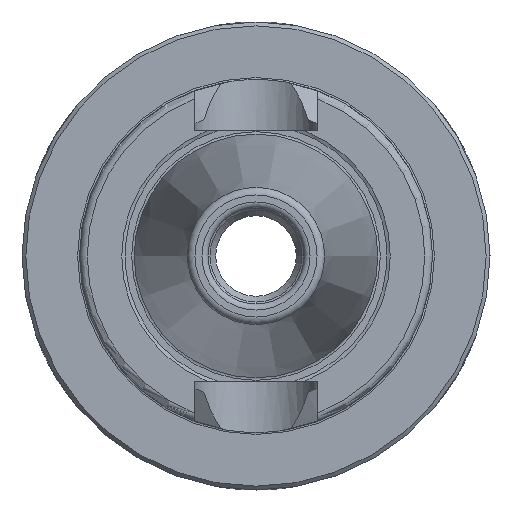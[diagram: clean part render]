
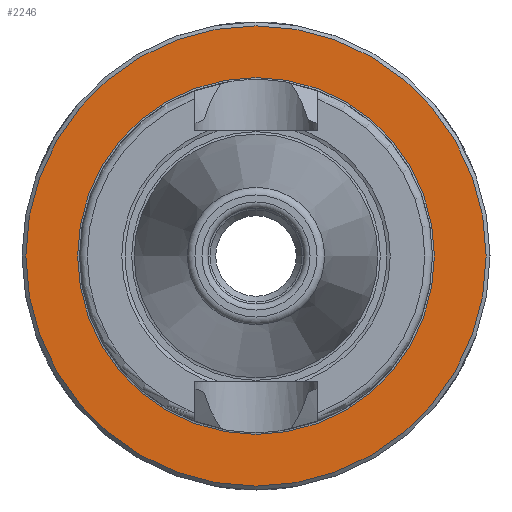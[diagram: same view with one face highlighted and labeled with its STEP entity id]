
A CAD part, left-side view. The second image highlights one B-rep face of the part: STEP entity #2246.
In plain terms, the highlighted planar face has unit normal (-1, 0, 0).
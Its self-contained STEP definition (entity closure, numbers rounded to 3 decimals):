
#2212=CARTESIAN_POINT('',(31.,23.25,0.0));
#2213=VERTEX_POINT('',#2212);
#2214=CARTESIAN_POINT('',(31.,0.,0.0));
#2215=DIRECTION('',(1.0,0.0,0.0));
#2216=DIRECTION('',(0.0,1.0,0.0));
#2217=AXIS2_PLACEMENT_3D('',#2214,#2215,#2216);
#2218=CIRCLE('',#2217,23.25);
#2219=EDGE_CURVE('',#2213,#2213,#2218,.T.);
#2227=CARTESIAN_POINT('',(31.,26.625,0.0));
#2228=DIRECTION('',(-1.0,0.0,0.0));
#2229=DIRECTION('',(0.0,0.0,1.0));
#2230=AXIS2_PLACEMENT_3D('',#2227,#2228,#2229);
#2231=PLANE('',#2230);
#2232=CARTESIAN_POINT('',(31.,30.,0.0));
#2233=VERTEX_POINT('',#2232);
#2234=CARTESIAN_POINT('',(31.,0.,0.0));
#2235=DIRECTION('',(1.0,0.0,0.0));
#2236=DIRECTION('',(0.0,1.0,0.0));
#2237=AXIS2_PLACEMENT_3D('',#2234,#2235,#2236);
#2238=CIRCLE('',#2237,30.);
#2239=EDGE_CURVE('',#2233,#2233,#2238,.T.);
#2240=ORIENTED_EDGE('',*,*,#2239,.F.);
#2241=EDGE_LOOP('',(#2240));
#2242=FACE_OUTER_BOUND('',#2241,.T.);
#2243=ORIENTED_EDGE('',*,*,#2219,.T.);
#2244=EDGE_LOOP('',(#2243));
#2245=FACE_BOUND('',#2244,.T.);
#2246=ADVANCED_FACE('',(#2242,#2245),#2231,.T.);
